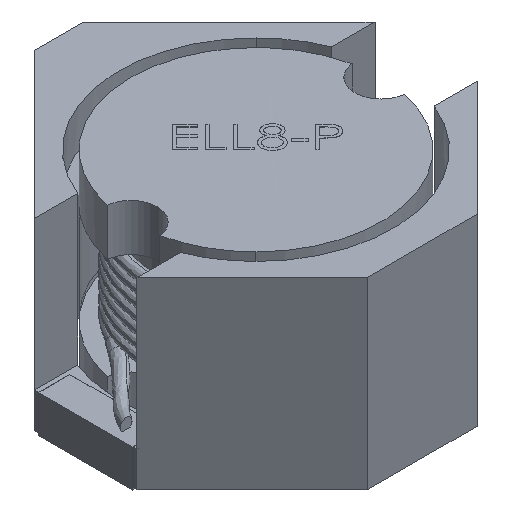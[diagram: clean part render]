
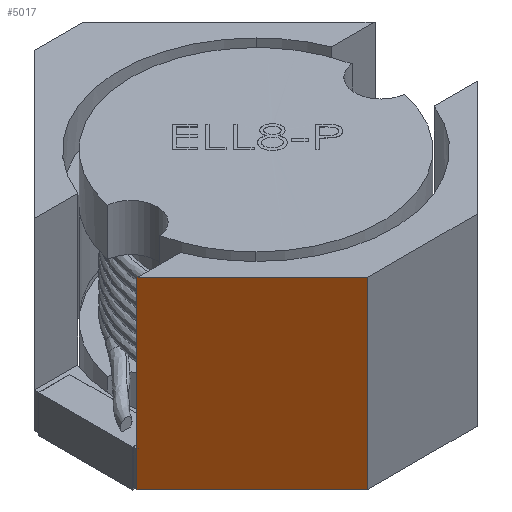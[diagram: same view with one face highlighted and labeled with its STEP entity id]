
A CAD part, isometric view. The second image highlights one B-rep face of the part: STEP entity #5017.
In plain terms, the highlighted planar face has unit normal (-0.707, -0.707, 0).
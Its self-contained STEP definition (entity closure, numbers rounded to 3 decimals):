
#3790 = VERTEX_POINT('',#3791);
#3791 = CARTESIAN_POINT('',(-4.35,-1.195,0.05));
#3904 = VERTEX_POINT('',#3905);
#3905 = CARTESIAN_POINT('',(-1.405,-4.14,0.05));
#3911 = EDGE_CURVE('',#3904,#3790,#3912,.T.);
#3912 = LINE('',#3913,#3914);
#3913 = CARTESIAN_POINT('',(-2.828,-2.716,
    0.05));
#3914 = VECTOR('',#3915,1.);
#3915 = DIRECTION('',(-0.707,0.707,0.)
  );
#4042 = VERTEX_POINT('',#4043);
#4043 = CARTESIAN_POINT('',(-4.35,-1.195,0.95));
#4083 = EDGE_CURVE('',#4084,#4042,#4086,.T.);
#4084 = VERTEX_POINT('',#4085);
#4085 = CARTESIAN_POINT('',(-4.35,-1.195,4.75));
#4086 = LINE('',#4087,#4088);
#4087 = CARTESIAN_POINT('',(-4.35,-1.195,0.95));
#4088 = VECTOR('',#4089,1.);
#4089 = DIRECTION('',(0.,0.,-1.));
#4108 = EDGE_CURVE('',#4109,#4084,#4111,.T.);
#4109 = VERTEX_POINT('',#4110);
#4110 = CARTESIAN_POINT('',(-1.405,-4.14,4.75));
#4111 = LINE('',#4112,#4113);
#4112 = CARTESIAN_POINT('',(-2.828,-2.716,4.75));
#4113 = VECTOR('',#4114,1.);
#4114 = DIRECTION('',(-0.707,0.707,0.)
  );
#5005 = EDGE_CURVE('',#4042,#3790,#5006,.T.);
#5006 = LINE('',#5007,#5008);
#5007 = CARTESIAN_POINT('',(-4.35,-1.195,4.75));
#5008 = VECTOR('',#5009,1.);
#5009 = DIRECTION('',(0.,0.,-1.));
#5017 = ADVANCED_FACE('',(#5018),#5030,.F.);
#5018 = FACE_BOUND('',#5019,.T.);
#5019 = EDGE_LOOP('',(#5020,#5026,#5027,#5028,#5029));
#5020 = ORIENTED_EDGE('',*,*,#5021,.F.);
#5021 = EDGE_CURVE('',#4109,#3904,#5022,.T.);
#5022 = LINE('',#5023,#5024);
#5023 = CARTESIAN_POINT('',(-1.405,-4.14,4.75));
#5024 = VECTOR('',#5025,1.);
#5025 = DIRECTION('',(0.,0.,-1.));
#5026 = ORIENTED_EDGE('',*,*,#4108,.T.);
#5027 = ORIENTED_EDGE('',*,*,#4083,.T.);
#5028 = ORIENTED_EDGE('',*,*,#5005,.T.);
#5029 = ORIENTED_EDGE('',*,*,#3911,.F.);
#5030 = PLANE('',#5031);
#5031 = AXIS2_PLACEMENT_3D('',#5032,#5033,#5034);
#5032 = CARTESIAN_POINT('',(-4.35,-1.195,4.75));
#5033 = DIRECTION('',(0.707,0.707,0.));
#5034 = DIRECTION('',(-0.707,0.707,0.)
  );
